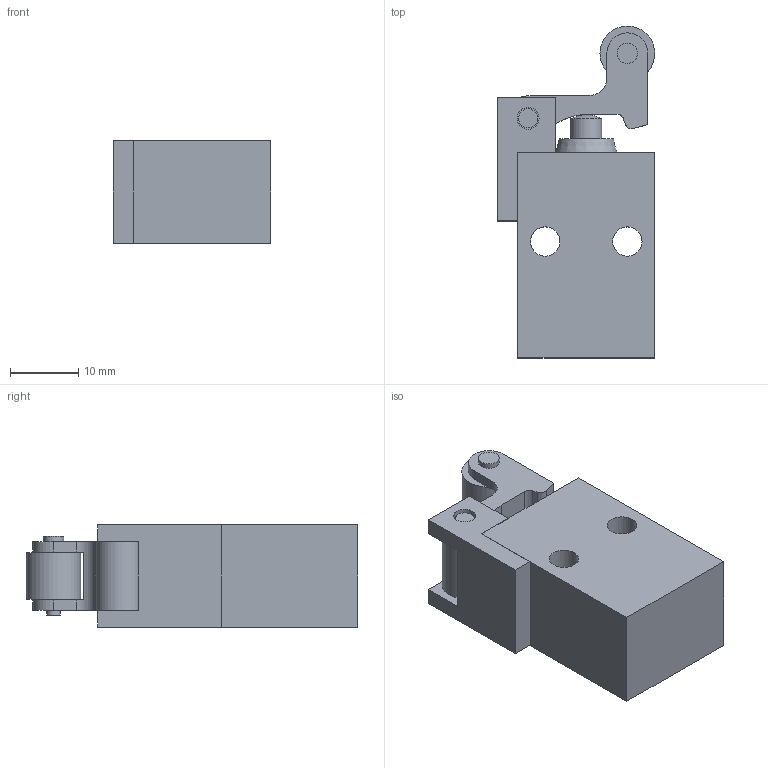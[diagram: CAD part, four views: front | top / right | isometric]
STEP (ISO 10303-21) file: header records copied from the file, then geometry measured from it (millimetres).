
FILE_DESCRIPTION(/* description */ ('STEP AP214'),/* implementation_level */ '2;1');
FILE_NAME(/* name */ '3629_R-3-M5',/* time_stamp */ '2024-09-10T21:07:07+02:00',/* author */ ('License CC BY-ND 4.0'),/* organization */ ('CADENAS'),/* preprocessor_version */ 'ST-DEVELOPER v19.3',/* originating_system */ 'PARTsolutions',/* authorisation */ ' ');
FILE_SCHEMA (('AUTOMOTIVE_DESIGN {1 0 10303 214 3 1 1}'));
Length unit declared in the file: millimetre
Products named in the file (1): 3629 R-3-M5 (0)
Bounding box: 23 x 48.5 x 15 mm (x, y, z)
Volume: 10916.7 mm3; surface area: 4902.1 mm2
Topology: 1 solids, 1 shells, 68 faces, 162 edges, 106 vertices
Faces by surface type: plane 42, cylinder 22, cone 3, sphere 1
Full cylindrical faces by diameter (mm): 2 x3, 2.8 x2, 3 x1, 3.2 x2, 4.134 x2, 4.3 x2, 4.5 x1, 8 x1
Entity records: 1888 total; most frequent: DIRECTION 332, CARTESIAN_POINT 311, ORIENTED_EDGE 280, EDGE_CURVE 140, AXIS2_PLACEMENT_3D 123, VERTEX_POINT 102, EDGE_LOOP 102, FACE_BOUND 102
